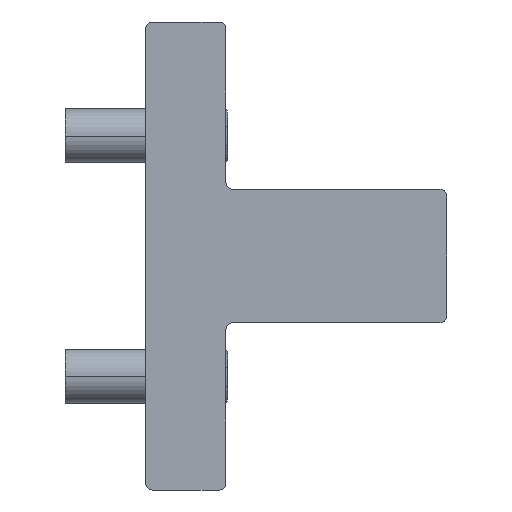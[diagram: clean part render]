
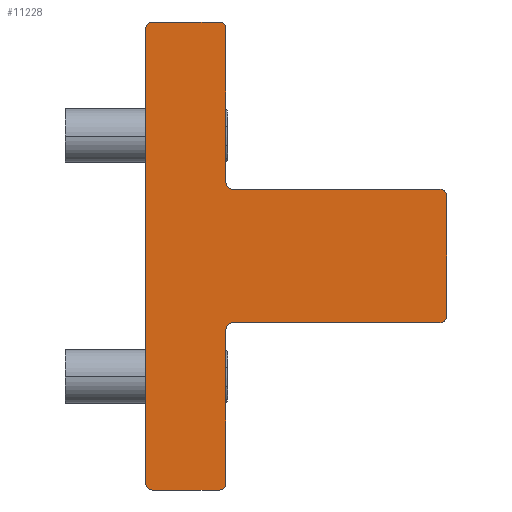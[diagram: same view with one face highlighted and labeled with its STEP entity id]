
A CAD part, left-side view. The second image highlights one B-rep face of the part: STEP entity #11228.
In plain terms, the highlighted planar face has unit normal (-1, 0, 0).
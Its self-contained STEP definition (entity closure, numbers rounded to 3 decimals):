
#10100=AXIS2_PLACEMENT_3D('Circle Axis2P3D',#10098,#10099,$) ;
#10264=AXIS2_PLACEMENT_3D('Circle Axis2P3D',#10262,#10263,$) ;
#10376=AXIS2_PLACEMENT_3D('Circle Axis2P3D',#10374,#10375,$) ;
#10894=AXIS2_PLACEMENT_3D('Circle Axis2P3D',#10892,#10893,$) ;
#10949=AXIS2_PLACEMENT_3D('Circle Axis2P3D',#10947,#10948,$) ;
#10993=AXIS2_PLACEMENT_3D('Circle Axis2P3D',#10991,#10992,$) ;
#11041=AXIS2_PLACEMENT_3D('Circle Axis2P3D',#11039,#11040,$) ;
#11089=AXIS2_PLACEMENT_3D('Circle Axis2P3D',#11087,#11088,$) ;
#11203=AXIS2_PLACEMENT_3D('Plane Axis2P3D',#11200,#11201,#11202) ;
#10013=CARTESIAN_POINT('Line Origine',(-358.,-18.5,81.)) ;
#10017=CARTESIAN_POINT('Vertex',(-358.,-3.,81.)) ;
#10019=CARTESIAN_POINT('Vertex',(-358.,-34.,81.)) ;
#10098=CARTESIAN_POINT('Axis2P3D Location',(-358.,-3.,80.)) ;
#10102=CARTESIAN_POINT('Vertex',(-358.,-2.,80.)) ;
#10262=CARTESIAN_POINT('Axis2P3D Location',(-358.,-34.,82.)) ;
#10266=CARTESIAN_POINT('Vertex',(-358.,-35.,82.)) ;
#10305=CARTESIAN_POINT('Line Origine',(-358.,-2.,68.5)) ;
#10309=CARTESIAN_POINT('Vertex',(-358.,-2.,57.)) ;
#10371=CARTESIAN_POINT('Vertex',(-358.,-2.,102.)) ;
#10374=CARTESIAN_POINT('Axis2P3D Location',(-358.,-3.,102.)) ;
#10378=CARTESIAN_POINT('Vertex',(-358.,-3.,101.)) ;
#10892=CARTESIAN_POINT('Axis2P3D Location',(-358.,9.,125.)) ;
#10896=CARTESIAN_POINT('Vertex',(-358.,10.,125.)) ;
#10898=CARTESIAN_POINT('Vertex',(-358.,9.,126.)) ;
#10923=CARTESIAN_POINT('Line Origine',(-358.,4.,126.)) ;
#10927=CARTESIAN_POINT('Vertex',(-358.,-1.,126.)) ;
#10947=CARTESIAN_POINT('Axis2P3D Location',(-358.,-1.,125.)) ;
#10951=CARTESIAN_POINT('Vertex',(-358.,-2.,125.)) ;
#10966=CARTESIAN_POINT('Line Origine',(-358.,-2.,113.5)) ;
#10991=CARTESIAN_POINT('Axis2P3D Location',(-358.,-34.,100.)) ;
#10995=CARTESIAN_POINT('Vertex',(-358.,-34.,101.)) ;
#10997=CARTESIAN_POINT('Vertex',(-358.,-35.,100.)) ;
#11022=CARTESIAN_POINT('Line Origine',(-358.,-35.,91.)) ;
#11039=CARTESIAN_POINT('Axis2P3D Location',(-358.,-1.,57.)) ;
#11043=CARTESIAN_POINT('Vertex',(-358.,-1.,56.)) ;
#11063=CARTESIAN_POINT('Line Origine',(-358.,4.,56.)) ;
#11067=CARTESIAN_POINT('Vertex',(-358.,9.,56.)) ;
#11087=CARTESIAN_POINT('Axis2P3D Location',(-358.,9.,57.)) ;
#11091=CARTESIAN_POINT('Vertex',(-358.,10.,57.)) ;
#11111=CARTESIAN_POINT('Line Origine',(-358.,10.,91.)) ;
#11200=CARTESIAN_POINT('Axis2P3D Location',(-358.,10.,91.)) ;
#11205=CARTESIAN_POINT('Line Origine',(-358.,-18.5,101.)) ;
#10014=DIRECTION('Vector Direction',(0.,-1.,0.)) ;
#10099=DIRECTION('Axis2P3D Direction',(-1.,0.,0.)) ;
#10263=DIRECTION('Axis2P3D Direction',(-1.,0.,0.)) ;
#10306=DIRECTION('Vector Direction',(0.,0.,1.)) ;
#10375=DIRECTION('Axis2P3D Direction',(-1.,0.,0.)) ;
#10893=DIRECTION('Axis2P3D Direction',(-1.,0.,0.)) ;
#10924=DIRECTION('Vector Direction',(0.,-1.,0.)) ;
#10948=DIRECTION('Axis2P3D Direction',(-1.,0.,0.)) ;
#10967=DIRECTION('Vector Direction',(0.,0.,-1.)) ;
#10992=DIRECTION('Axis2P3D Direction',(-1.,0.,0.)) ;
#11023=DIRECTION('Vector Direction',(0.,0.,1.)) ;
#11040=DIRECTION('Axis2P3D Direction',(-1.,0.,0.)) ;
#11064=DIRECTION('Vector Direction',(0.,-1.,0.)) ;
#11088=DIRECTION('Axis2P3D Direction',(-1.,0.,0.)) ;
#11112=DIRECTION('Vector Direction',(0.,0.,-1.)) ;
#11201=DIRECTION('Axis2P3D Direction',(-1.,0.,0.)) ;
#11202=DIRECTION('Axis2P3D XDirection',(0.,1.,0.)) ;
#11206=DIRECTION('Vector Direction',(0.,-1.,0.)) ;
#10015=VECTOR('Line Direction',#10014,1.) ;
#10307=VECTOR('Line Direction',#10306,1.) ;
#10925=VECTOR('Line Direction',#10924,1.) ;
#10968=VECTOR('Line Direction',#10967,1.) ;
#11024=VECTOR('Line Direction',#11023,1.) ;
#11065=VECTOR('Line Direction',#11064,1.) ;
#11113=VECTOR('Line Direction',#11112,1.) ;
#11207=VECTOR('Line Direction',#11206,1.) ;
#11211=ORIENTED_EDGE('',*,*,#11115,.T.) ;
#11212=ORIENTED_EDGE('',*,*,#11093,.F.) ;
#11213=ORIENTED_EDGE('',*,*,#11069,.T.) ;
#11214=ORIENTED_EDGE('',*,*,#11045,.F.) ;
#11215=ORIENTED_EDGE('',*,*,#10311,.T.) ;
#11216=ORIENTED_EDGE('',*,*,#10104,.T.) ;
#11217=ORIENTED_EDGE('',*,*,#10021,.T.) ;
#11218=ORIENTED_EDGE('',*,*,#10268,.F.) ;
#11219=ORIENTED_EDGE('',*,*,#11026,.T.) ;
#11220=ORIENTED_EDGE('',*,*,#10999,.F.) ;
#11221=ORIENTED_EDGE('',*,*,#11209,.T.) ;
#11222=ORIENTED_EDGE('',*,*,#10380,.T.) ;
#11223=ORIENTED_EDGE('',*,*,#10970,.T.) ;
#11224=ORIENTED_EDGE('',*,*,#10953,.F.) ;
#11225=ORIENTED_EDGE('',*,*,#10929,.T.) ;
#11226=ORIENTED_EDGE('',*,*,#10900,.F.) ;
#11228=ADVANCED_FACE('RA4624001_1PA_001_04_TERMINALE_POSTERIORE_A.6\\PartBody',(#11227),#11204,.T.) ;
#10101=CIRCLE('generated circle',#10100,1.) ;
#10265=CIRCLE('generated circle',#10264,1.) ;
#10377=CIRCLE('generated circle',#10376,1.) ;
#10895=CIRCLE('generated circle',#10894,1.) ;
#10950=CIRCLE('generated circle',#10949,1.) ;
#10994=CIRCLE('generated circle',#10993,1.) ;
#11042=CIRCLE('generated circle',#11041,1.) ;
#11090=CIRCLE('generated circle',#11089,1.) ;
#10021=EDGE_CURVE('',#10018,#10020,#10016,.T.) ;
#10104=EDGE_CURVE('',#10103,#10018,#10101,.F.) ;
#10268=EDGE_CURVE('',#10267,#10020,#10265,.F.) ;
#10311=EDGE_CURVE('',#10310,#10103,#10308,.T.) ;
#10380=EDGE_CURVE('',#10379,#10372,#10377,.F.) ;
#10900=EDGE_CURVE('',#10897,#10899,#10895,.F.) ;
#10929=EDGE_CURVE('',#10928,#10899,#10926,.F.) ;
#10953=EDGE_CURVE('',#10928,#10952,#10950,.F.) ;
#10970=EDGE_CURVE('',#10372,#10952,#10969,.F.) ;
#10999=EDGE_CURVE('',#10996,#10998,#10994,.F.) ;
#11026=EDGE_CURVE('',#10267,#10998,#11025,.T.) ;
#11045=EDGE_CURVE('',#10310,#11044,#11042,.F.) ;
#11069=EDGE_CURVE('',#11068,#11044,#11066,.T.) ;
#11093=EDGE_CURVE('',#11068,#11092,#11090,.F.) ;
#11115=EDGE_CURVE('',#10897,#11092,#11114,.T.) ;
#11209=EDGE_CURVE('',#10996,#10379,#11208,.F.) ;
#11210=EDGE_LOOP('',(#11211,#11212,#11213,#11214,#11215,#11216,#11217,#11218,#11219,#11220,#11221,#11222,#11223,#11224,#11225,#11226)) ;
#11227=FACE_OUTER_BOUND('',#11210,.T.) ;
#10016=LINE('Line',#10013,#10015) ;
#10308=LINE('Line',#10305,#10307) ;
#10926=LINE('Line',#10923,#10925) ;
#10969=LINE('Line',#10966,#10968) ;
#11025=LINE('Line',#11022,#11024) ;
#11066=LINE('Line',#11063,#11065) ;
#11114=LINE('Line',#11111,#11113) ;
#11208=LINE('Line',#11205,#11207) ;
#11204=PLANE('',#11203) ;
#10018=VERTEX_POINT('',#10017) ;
#10020=VERTEX_POINT('',#10019) ;
#10103=VERTEX_POINT('',#10102) ;
#10267=VERTEX_POINT('',#10266) ;
#10310=VERTEX_POINT('',#10309) ;
#10372=VERTEX_POINT('',#10371) ;
#10379=VERTEX_POINT('',#10378) ;
#10897=VERTEX_POINT('',#10896) ;
#10899=VERTEX_POINT('',#10898) ;
#10928=VERTEX_POINT('',#10927) ;
#10952=VERTEX_POINT('',#10951) ;
#10996=VERTEX_POINT('',#10995) ;
#10998=VERTEX_POINT('',#10997) ;
#11044=VERTEX_POINT('',#11043) ;
#11068=VERTEX_POINT('',#11067) ;
#11092=VERTEX_POINT('',#11091) ;
